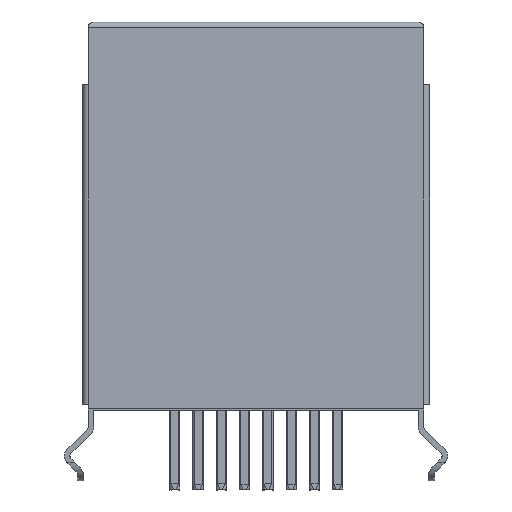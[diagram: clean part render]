
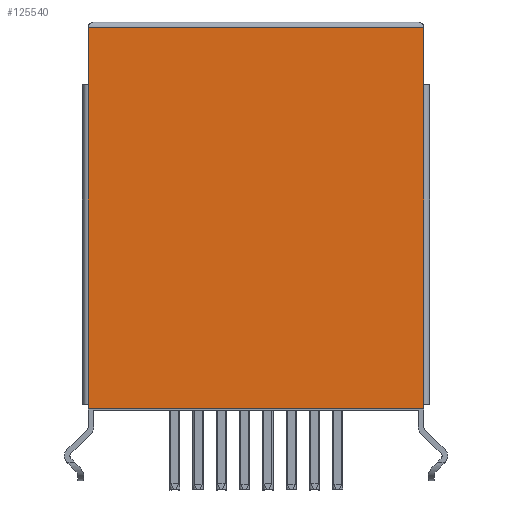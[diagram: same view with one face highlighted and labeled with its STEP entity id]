
A CAD part, front view. The second image highlights one B-rep face of the part: STEP entity #125540.
In plain terms, the highlighted planar face has unit normal (0, -1, 0).
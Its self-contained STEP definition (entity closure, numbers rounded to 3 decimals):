
#38570=CARTESIAN_POINT('',(7.35,-0.25,0.));
#38580=VERTEX_POINT('',#38570);
#106220=CARTESIAN_POINT('',(-7.35,-0.25,-16.5));
#106230=VERTEX_POINT('',#106220);
#106260=CARTESIAN_POINT('',(-7.35,-0.25,0.25));
#106270=DIRECTION('',(0.,0.,1.));
#106280=VECTOR('',#106270,1.);
#106290=LINE('',#106260,#106280);
#106300=CARTESIAN_POINT('',(-7.35,-0.25,-16.7));
#106310=VERTEX_POINT('',#106300);
#106320=EDGE_CURVE('',#106310,#106230,#106290,.T.);
#108030=CARTESIAN_POINT('',(-7.35,-0.25,
0.));
#108040=VERTEX_POINT('',#108030);
#108070=CARTESIAN_POINT('',(-7.35,-0.25,-2.5));
#108080=VERTEX_POINT('',#108070);
#108090=EDGE_CURVE('',#108080,#108040,#106290,.T.);
#109990=CARTESIAN_POINT('',(7.35,-0.25,-16.7));
#110000=VERTEX_POINT('',#109990);
#110030=CARTESIAN_POINT('',(7.35,-0.25,0.25));
#110040=DIRECTION('',(0.,0.,1.));
#110050=VECTOR('',#110040,1.);
#110060=LINE('',#110030,#110050);
#110070=CARTESIAN_POINT('',(7.35,-0.25,-16.5));
#110080=VERTEX_POINT('',#110070);
#110090=EDGE_CURVE('',#110000,#110080,#110060,.T.);
#110570=CARTESIAN_POINT('',(7.35,-0.25,-2.5));
#110580=VERTEX_POINT('',#110570);
#110610=EDGE_CURVE('',#110580,#38580,#110060,.T.);
#125130=CARTESIAN_POINT('',(0.,-0.25,
0.));
#125140=DIRECTION('',(1.,0.,0.));
#125150=VECTOR('',#125140,1.);
#125160=LINE('',#125130,#125150);
#125170=EDGE_CURVE('',#108040,#38580,#125160,.T.);
#125240=CARTESIAN_POINT('',(7.6,-0.25,0.25));
#125250=DIRECTION('',(0.,1.,0.));
#125260=DIRECTION('',(1.,0.,0.));
#125270=AXIS2_PLACEMENT_3D('',#125240,#125250,#125260);
#125280=PLANE('',#125270);
#125290=ORIENTED_EDGE('',*,*,#108090,.F.);
#125300=ORIENTED_EDGE('',*,*,#125170,.F.);
#125310=ORIENTED_EDGE('',*,*,#110610,.T.);
#125320=CARTESIAN_POINT('',(7.35,-0.25,0.25));
#125330=DIRECTION('',(0.,0.,1.));
#125340=VECTOR('',#125330,1.);
#125350=LINE('',#125320,#125340);
#125360=EDGE_CURVE('',#110080,#110580,#125350,.T.);
#125370=ORIENTED_EDGE('',*,*,#125360,.T.);
#125380=ORIENTED_EDGE('',*,*,#110090,.T.);
#125390=CARTESIAN_POINT('',(0.,-0.25,
-16.7));
#125400=DIRECTION('',(1.,0.,0.));
#125410=VECTOR('',#125400,1.);
#125420=LINE('',#125390,#125410);
#125430=EDGE_CURVE('',#106310,#110000,#125420,.T.);
#125440=ORIENTED_EDGE('',*,*,#125430,.T.);
#125450=ORIENTED_EDGE('',*,*,#106320,.F.);
#125460=CARTESIAN_POINT('',(-7.35,-0.25,0.25));
#125470=DIRECTION('',(0.,0.,1.));
#125480=VECTOR('',#125470,1.);
#125490=LINE('',#125460,#125480);
#125500=EDGE_CURVE('',#106230,#108080,#125490,.T.);
#125510=ORIENTED_EDGE('',*,*,#125500,.F.);
#125520=EDGE_LOOP('',(#125510,#125450,#125440,#125380,#125370,#125310,
#125300,#125290));
#125530=FACE_OUTER_BOUND('',#125520,.T.);
#125540=ADVANCED_FACE('',(#125530),#125280,.F.);
